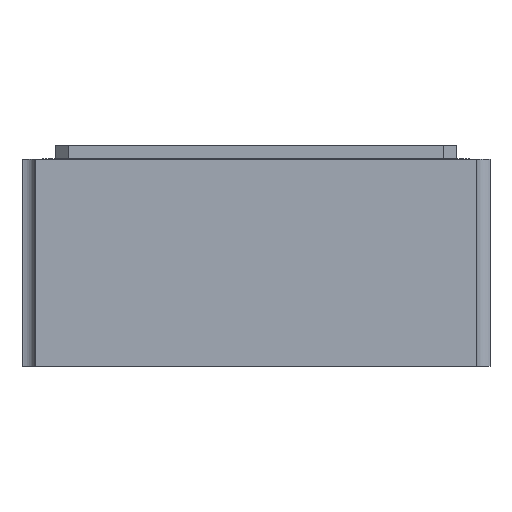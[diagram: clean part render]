
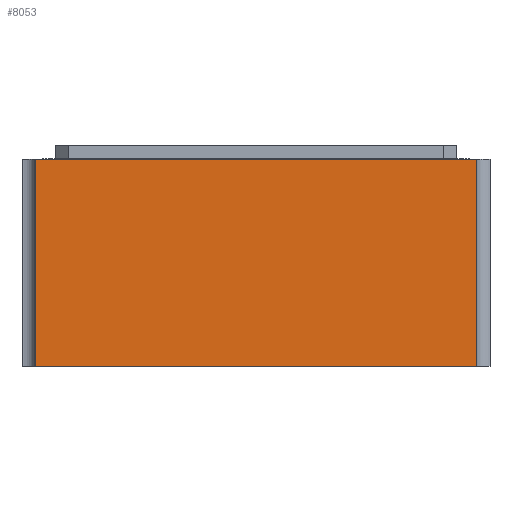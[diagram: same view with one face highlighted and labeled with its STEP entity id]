
A CAD part, left-side view. The second image highlights one B-rep face of the part: STEP entity #8053.
In plain terms, the highlighted planar face has unit normal (-1, 0, 0).
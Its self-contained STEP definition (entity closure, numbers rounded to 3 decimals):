
#411=DIRECTION('',(0.,-1.,0.));
#412=VECTOR('',#411,8.382);
#413=CARTESIAN_POINT('',(-4.445,4.191,-4.194));
#414=LINE('',#413,#412);
#878=DIRECTION('',(0.,0.,-1.));
#879=VECTOR('',#878,3.937);
#880=CARTESIAN_POINT('',(-4.445,4.191,-0.257));
#881=LINE('',#880,#879);
#882=DIRECTION('',(0.,-1.,0.));
#883=VECTOR('',#882,8.382);
#884=CARTESIAN_POINT('',(-4.445,4.191,-0.257));
#885=LINE('',#884,#883);
#886=DIRECTION('',(0.,0.,1.));
#887=VECTOR('',#886,3.937);
#888=CARTESIAN_POINT('',(-4.445,-4.191,-4.194));
#889=LINE('',#888,#887);
#6028=CARTESIAN_POINT('',(-4.445,4.191,-4.194));
#6029=VERTEX_POINT('',#6028);
#6030=CARTESIAN_POINT('',(-4.445,-4.191,-4.194));
#6031=VERTEX_POINT('',#6030);
#6074=CARTESIAN_POINT('',(-4.445,-4.191,-0.257));
#6075=VERTEX_POINT('',#6074);
#6076=CARTESIAN_POINT('',(-4.445,4.191,-0.257));
#6077=VERTEX_POINT('',#6076);
#8041=CARTESIAN_POINT('',(-4.445,4.445,-0.257));
#8042=DIRECTION('',(1.,0.,0.));
#8043=DIRECTION('',(0.,1.,0.));
#8044=AXIS2_PLACEMENT_3D('',#8041,#8042,#8043);
#8045=PLANE('',#8044);
#8046=ORIENTED_EDGE('',*,*,#8035,.F.);
#8047=ORIENTED_EDGE('',*,*,#7819,.T.);
#8049=ORIENTED_EDGE('',*,*,#8048,.F.);
#8050=ORIENTED_EDGE('',*,*,#7374,.F.);
#8051=EDGE_LOOP('',(#8046,#8047,#8049,#8050));
#8052=FACE_OUTER_BOUND('',#8051,.F.);
#7374=EDGE_CURVE('',#6029,#6031,#414,.T.);
#7819=EDGE_CURVE('',#6077,#6075,#885,.T.);
#8035=EDGE_CURVE('',#6077,#6029,#881,.T.);
#8048=EDGE_CURVE('',#6031,#6075,#889,.T.);
#8053=ADVANCED_FACE('',(#8052),#8045,.F.);
